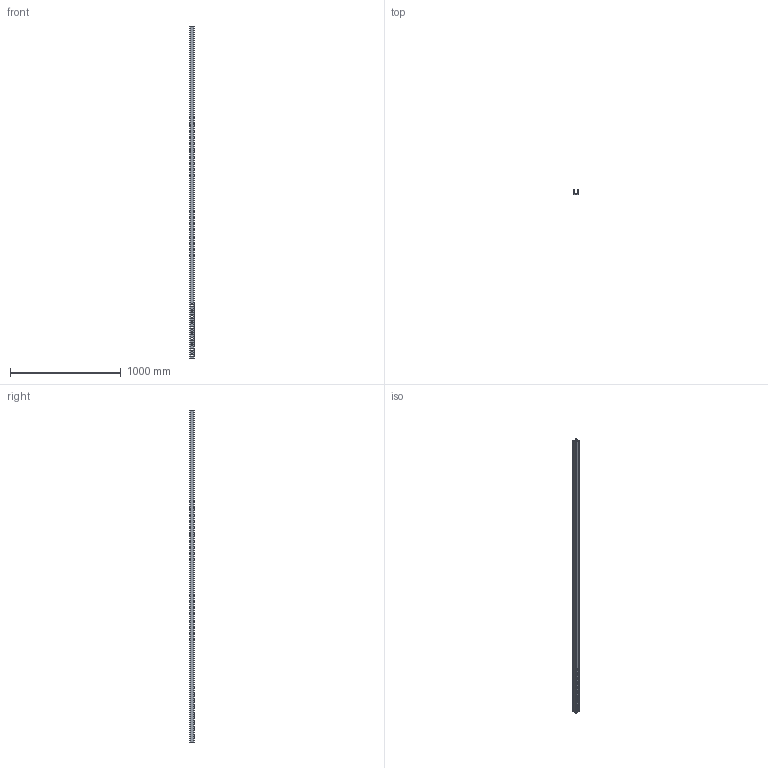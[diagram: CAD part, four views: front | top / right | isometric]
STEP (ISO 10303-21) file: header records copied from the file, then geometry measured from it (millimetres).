
FILE_DESCRIPTION (( 'STEP AP214' ), '1' );
FILE_NAME ('1123049.STEP', '2026-02-11T11:13:54', ( '' ), ( '' ), 'SwSTEP 2.0', 'SolidWorks 2024', '' );
FILE_SCHEMA (( 'AUTOMOTIVE_DESIGN' ));
Length unit declared in the file: millimetre
Products named in the file (1): 1123049
Bounding box: 41 x 41 x 3000 mm (x, y, z)
Volume: 987002.9 mm3; surface area: 807165.3 mm2
Topology: 1 solids, 1 shells, 539 faces, 1368 edges, 896 vertices
Faces by surface type: plane 307, cylinder 232
Entity records: 16345 total; most frequent: DIRECTION 2912, CARTESIAN_POINT 2804, ORIENTED_EDGE 2736, EDGE_CURVE 1368, AXIS2_PLACEMENT_3D 1004, VECTOR 904, LINE 904, VERTEX_POINT 896
